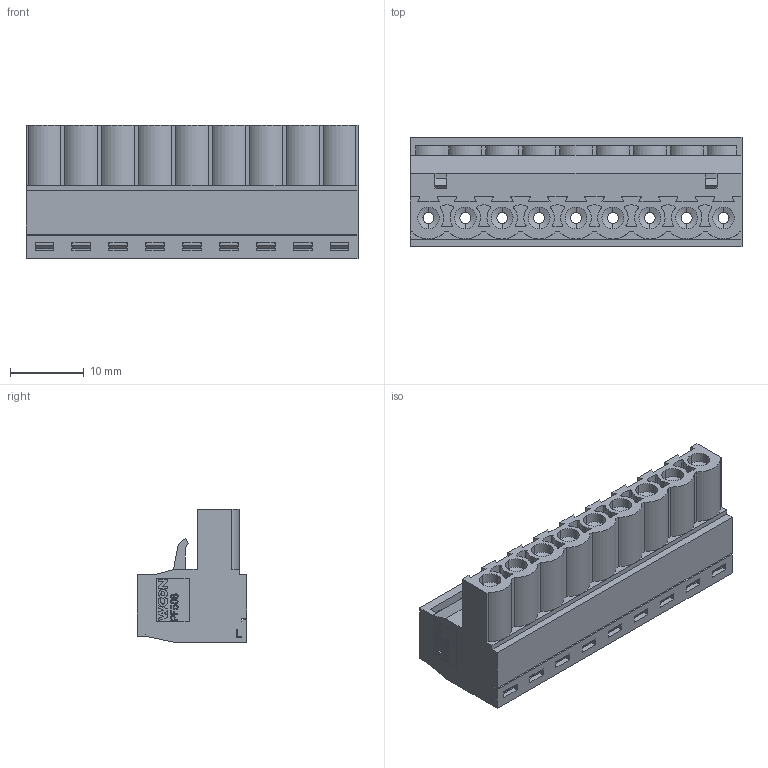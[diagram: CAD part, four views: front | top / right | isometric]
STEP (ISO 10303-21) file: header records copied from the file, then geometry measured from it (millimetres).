
FILE_DESCRIPTION( ('This file contains a STEP AP42 implementation' ,'as created by ZW3D STEP Interface translator.') ,'2;1' );
FILE_NAME( 'PF508-C09ASMN1.stp' ,'231128.145256', (''), ('ZWCAD Software Co.'), 'Version 1.0', 'ZW3D to STEP translator', '' );
FILE_SCHEMA(('AUTOMOTIVE_DESIGN { 1 0 10303 214 1 1 1 1 }'));
Length unit declared in the file: millimetre
Products named in the file (2): 0; PF508-C09ASMN1
Bounding box: 44.87 x 14.82 x 18.06 mm (x, y, z)
Volume: 4168.1 mm3; surface area: 10430.6 mm2
Topology: 1 solids, 19 shells, 1313 faces, 3467 edges, 2234 vertices
Faces by surface type: plane 994, cylinder 224, cone 72, bspline 23
Full cylindrical faces by diameter (mm): 0.551 x1, 1.178 x1
Entity records: 42199 total; most frequent: CARTESIAN_POINT 7970, ORIENTED_EDGE 6907, DIRECTION 6521, EDGE_CURVE 3467, VECTOR 2903, LINE 2903, VERTEX_POINT 2234, AXIS2_PLACEMENT_3D 1809
